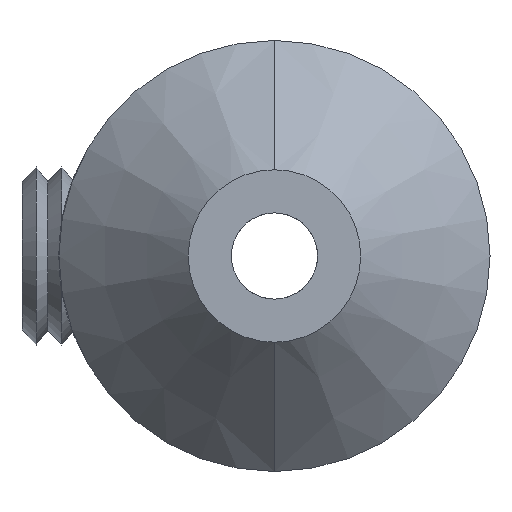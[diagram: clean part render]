
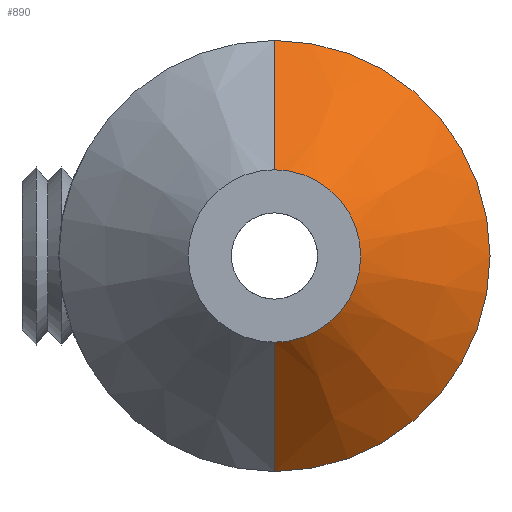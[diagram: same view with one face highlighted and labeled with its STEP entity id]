
A CAD part, left-side view. The second image highlights one B-rep face of the part: STEP entity #890.
In plain terms, the highlighted conical face has half-angle 45 degrees and reference radius 3.175 mm.
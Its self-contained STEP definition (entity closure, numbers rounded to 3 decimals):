
#18 = VERTEX_POINT ( 'NONE', #690 ) ;
#35 = AXIS2_PLACEMENT_3D ( 'NONE', #1005, #992, #2469 ) ;
#143 = DIRECTION ( 'NONE',  ( 0., 0., -1. ) ) ;
#185 = ORIENTED_EDGE ( 'NONE', *, *, #1765, .T. ) ;
#227 = VERTEX_POINT ( 'NONE', #493 ) ;
#242 = EDGE_CURVE ( 'NONE', #18, #1280, #2460, .T. ) ;
#417 = DIRECTION ( 'NONE',  ( 1., 0., 0. ) ) ;
#441 = EDGE_CURVE ( 'NONE', #18, #227, #1726, .T. ) ;
#493 = CARTESIAN_POINT ( 'NONE',  ( -15.875, 0., 3.175 ) ) ;
#575 = ORIENTED_EDGE ( 'NONE', *, *, #2755, .F. ) ;
#690 = CARTESIAN_POINT ( 'NONE',  ( -17.78, 0., 1.27 ) ) ;
#715 = VECTOR ( 'NONE', #2790, 1000. ) ;
#890 = ADVANCED_FACE ( 'NONE', ( #1877 ), #3127, .T. ) ;
#909 = CIRCLE ( 'NONE', #3102, 3.175 ) ;
#910 = VERTEX_POINT ( 'NONE', #2600 ) ;
#992 = DIRECTION ( 'NONE',  ( 1., 0., 0. ) ) ;
#1005 = CARTESIAN_POINT ( 'NONE',  ( -17.78, 0., 0. ) ) ;
#1069 = ORIENTED_EDGE ( 'NONE', *, *, #441, .F. ) ;
#1280 = VERTEX_POINT ( 'NONE', #1329 ) ;
#1310 = LINE ( 'NONE', #2766, #2152 ) ;
#1329 = CARTESIAN_POINT ( 'NONE',  ( -17.78, 0., -1.27 ) ) ;
#1375 = DIRECTION ( 'NONE',  ( 0.707, 0., -0.707 ) ) ;
#1726 = LINE ( 'NONE', #2534, #715 ) ;
#1765 = EDGE_CURVE ( 'NONE', #1280, #910, #1310, .T. ) ;
#1877 = FACE_OUTER_BOUND ( 'NONE', #3034, .T. ) ;
#1892 = ORIENTED_EDGE ( 'NONE', *, *, #242, .T. ) ;
#2152 = VECTOR ( 'NONE', #1375, 1000. ) ;
#2320 = CARTESIAN_POINT ( 'NONE',  ( -15.875, 0., 0. ) ) ;
#2373 = CARTESIAN_POINT ( 'NONE',  ( -15.875, 0., 0. ) ) ;
#2460 = CIRCLE ( 'NONE', #35, 1.27 ) ;
#2469 = DIRECTION ( 'NONE',  ( 0., 0., -1. ) ) ;
#2534 = CARTESIAN_POINT ( 'NONE',  ( -15.875, 0., 3.175 ) ) ;
#2600 = CARTESIAN_POINT ( 'NONE',  ( -15.875, 0., -3.175 ) ) ;
#2627 = DIRECTION ( 'NONE',  ( 1., 0., 0. ) ) ;
#2755 = EDGE_CURVE ( 'NONE', #227, #910, #909, .T. ) ;
#2766 = CARTESIAN_POINT ( 'NONE',  ( -15.875, 0., -3.175 ) ) ;
#2790 = DIRECTION ( 'NONE',  ( 0.707, 0., 0.707 ) ) ;
#3009 = AXIS2_PLACEMENT_3D ( 'NONE', #2320, #417, #143 ) ;
#3034 = EDGE_LOOP ( 'NONE', ( #1069, #1892, #185, #575 ) ) ;
#3082 = DIRECTION ( 'NONE',  ( 0., 0., -1. ) ) ;
#3102 = AXIS2_PLACEMENT_3D ( 'NONE', #2373, #2627, #3082 ) ;
#3127 = CONICAL_SURFACE ( 'NONE', #3009, 3.175, 0.785 ) ;
